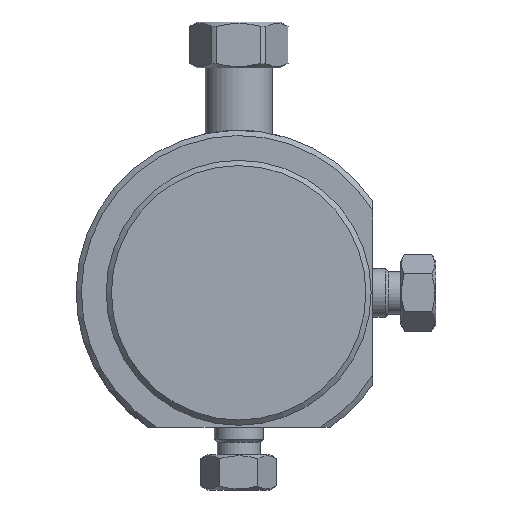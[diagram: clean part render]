
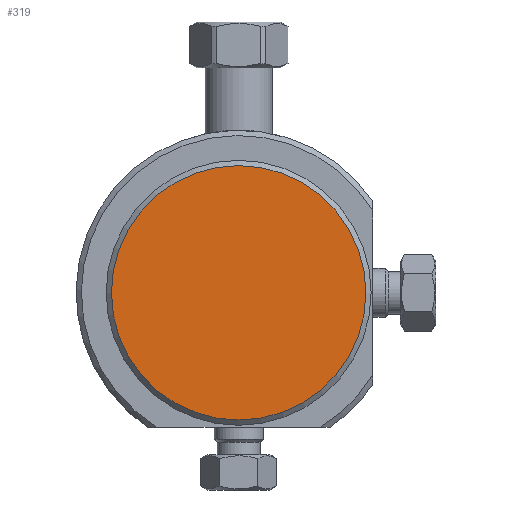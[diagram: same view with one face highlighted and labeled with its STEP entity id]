
A CAD part, left-side view. The second image highlights one B-rep face of the part: STEP entity #319.
In plain terms, the highlighted planar face has unit normal (-1, 0, 0).
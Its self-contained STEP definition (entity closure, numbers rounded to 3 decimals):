
#299=CARTESIAN_POINT('',(0.0,9.145,0.));
#300=VERTEX_POINT('',#299);
#301=CARTESIAN_POINT('',(0.0,0.0,0.0));
#302=DIRECTION('',(1.0,0.0,0.0));
#303=DIRECTION('',(0.0,-1.0,0.0));
#304=AXIS2_PLACEMENT_3D('',#301,#302,#303);
#305=CIRCLE('',#304,9.145);
#306=EDGE_CURVE('',#300,#300,#305,.T.);
#311=CARTESIAN_POINT('',(0.0,4.763,0.0));
#312=DIRECTION('',(-1.0,0.0,0.0));
#313=DIRECTION('',(0.0,0.0,1.0));
#314=AXIS2_PLACEMENT_3D('',#311,#312,#313);
#315=PLANE('',#314);
#316=ORIENTED_EDGE('',*,*,#306,.F.);
#317=EDGE_LOOP('',(#316));
#318=FACE_OUTER_BOUND('',#317,.T.);
#319=ADVANCED_FACE('',(#318),#315,.T.);
